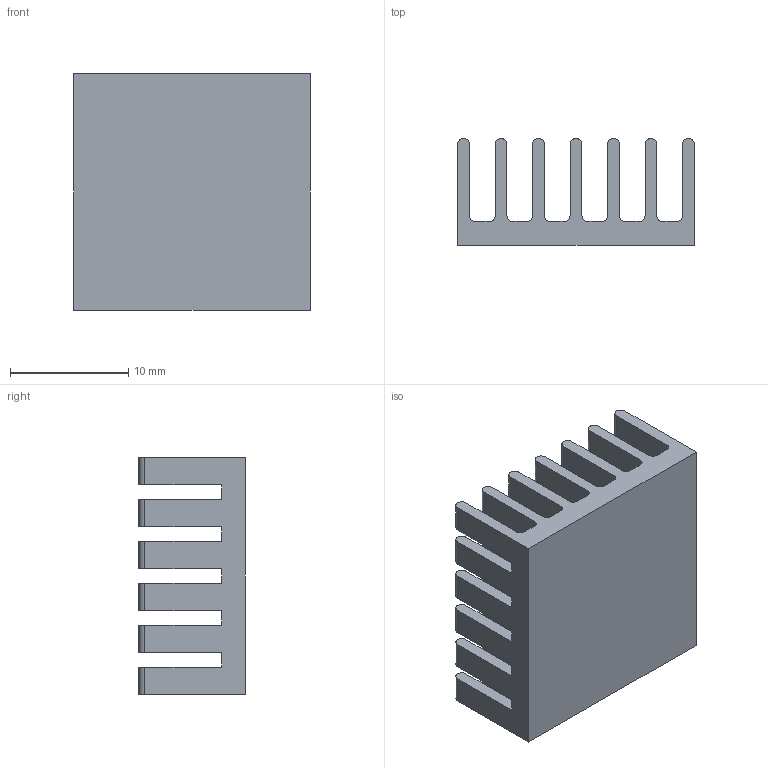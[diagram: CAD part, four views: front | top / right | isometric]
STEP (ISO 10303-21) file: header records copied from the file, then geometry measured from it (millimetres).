
FILE_DESCRIPTION (( 'STEP AP203' ), '1' );
FILE_NAME ('CUI_DEVICES_HSB07-202009.step', '2021-08-24T17:56:11', ( '' ), ( '' ), 'SwSTEP 2.0', 'SolidWorks 2021', '' );
FILE_SCHEMA (( 'CONFIG_CONTROL_DESIGN' ));
Length unit declared in the file: inch
Products named in the file (1): CUI_DEVICES_HSB07-202009
Bounding box: 20 x 9 x 20 mm (x, y, z)
Volume: 1474.7 mm3; surface area: 2822.1 mm2
Topology: 1 solids, 1 shells, 262 faces, 720 edges, 480 vertices
Faces by surface type: plane 148, cylinder 114
Entity records: 8451 total; most frequent: DIRECTION 1474, CARTESIAN_POINT 1463, ORIENTED_EDGE 1440, EDGE_CURVE 720, VECTOR 492, LINE 492, AXIS2_PLACEMENT_3D 491, VERTEX_POINT 480
